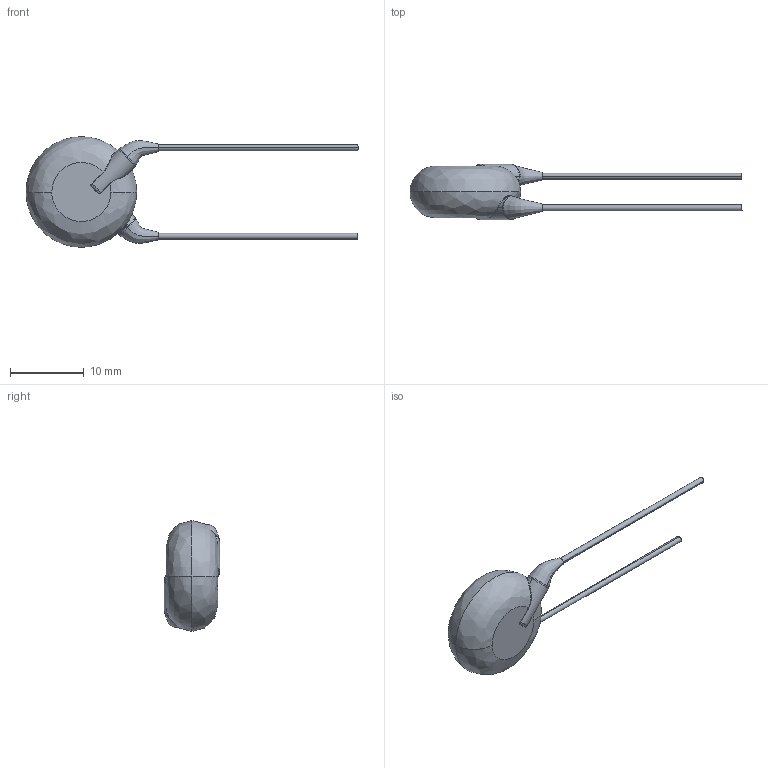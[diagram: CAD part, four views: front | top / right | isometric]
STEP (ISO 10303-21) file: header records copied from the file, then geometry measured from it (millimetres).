
FILE_DESCRIPTION (( 'STEP AP214' ), '1' );
FILE_NAME ('HVCC153Y6P102KEAX.STEP', '2023-12-15T17:41:03', ( 'USER' ), ( '' ), 'SwSTEP 2.0', 'SolidWorks 2016', '' );
FILE_SCHEMA (( 'AUTOMOTIVE_DESIGN' ));
Length unit declared in the file: millimetre
Products named in the file (1): HVCC153Y6P102KEAX
Bounding box: 45 x 7.5 x 15 mm (x, y, z)
Volume: 1101.2 mm3; surface area: 741.3 mm2
Topology: 1 solids, 1 shells, 36 faces, 82 edges, 50 vertices
Faces by surface type: bspline 18, cylinder 12, plane 6
Entity records: 3440 total; most frequent: CARTESIAN_POINT 2674, ORIENTED_EDGE 164, DIRECTION 92, EDGE_CURVE 82, VERTEX_POINT 50, B_SPLINE_CURVE_WITH_KNOTS 41, EDGE_LOOP 38, AXIS2_PLACEMENT_3D 38
